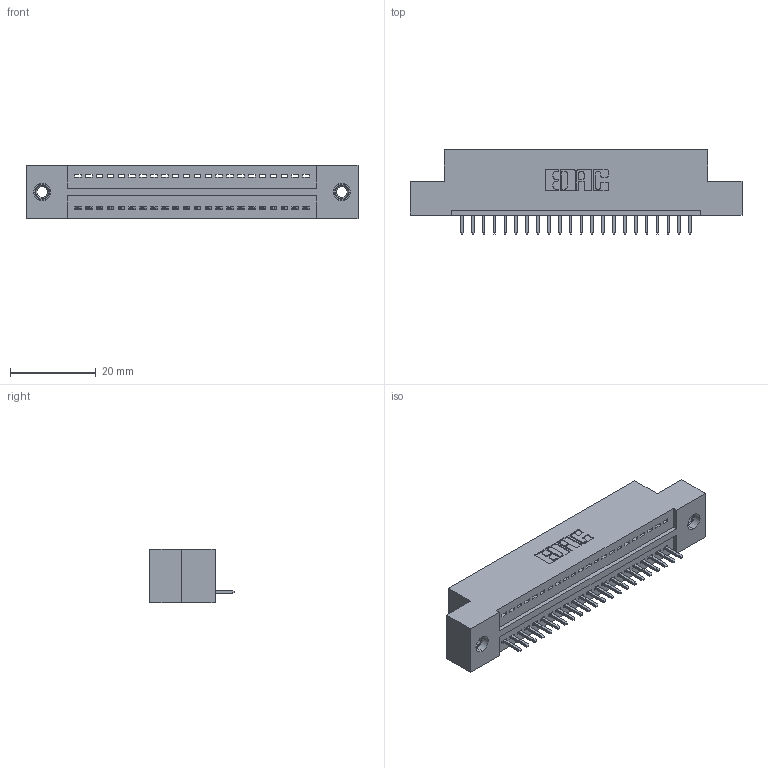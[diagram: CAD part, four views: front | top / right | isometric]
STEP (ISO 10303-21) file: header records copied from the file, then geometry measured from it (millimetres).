
FILE_DESCRIPTION (( 'STEP AP203' ), '1' );
FILE_NAME ('325-022-520-107.STEP', '2020-02-24T17:25:11', ( '' ), ( '' ), 'SwSTEP 2.0', 'SolidWorks 2016', '' );
FILE_SCHEMA (( 'CONFIG_CONTROL_DESIGN' ));
Length unit declared in the file: inch
Products named in the file (4): 325 Part_TI; 325-022-520-107; 345-250-001_345-250-005-103; 325-292-001_325-293-120
Assembly tree (25 placements, depth 2):
  325-022-520-107
    325 Part_TI
    325-292-001_325-293-120  x22
    345-250-001_345-250-005-103  x2
Bounding box: 77.6 x 19.68 x 12.45 mm (x, y, z)
Volume: 9623.3 mm3; surface area: 9970 mm2
Topology: 25 solids, 25 shells, 1450 faces, 4319 edges, 2842 vertices
Faces by surface type: plane 1026, cylinder 408, cone 12, torus 4
Entity records: 17240 total; most frequent: CARTESIAN_POINT 2959, ORIENTED_EDGE 2910, DIRECTION 2569, EDGE_CURVE 1455, LINE 1307, VECTOR 1307, VERTEX_POINT 964, AXIS2_PLACEMENT_3D 631
